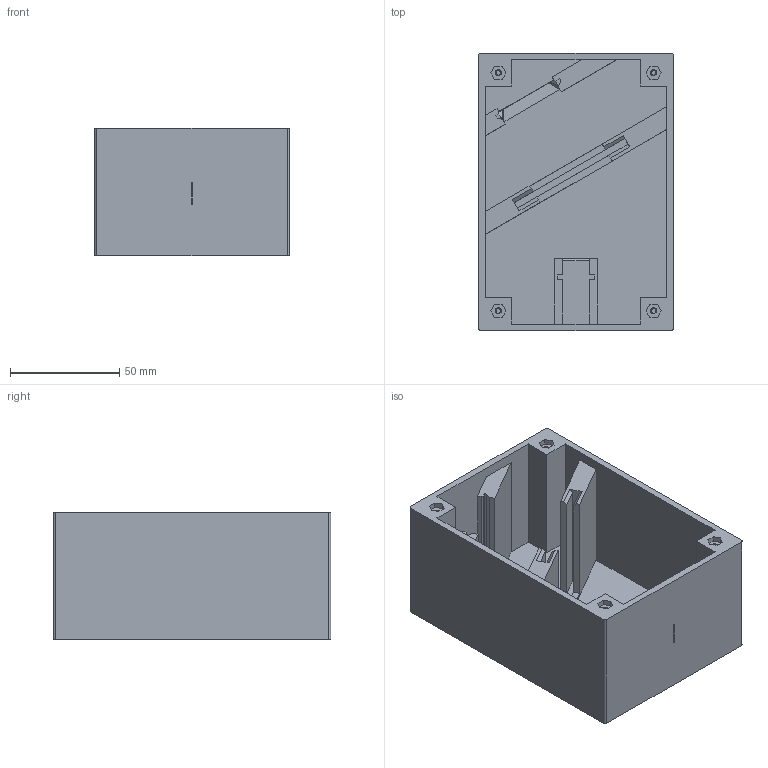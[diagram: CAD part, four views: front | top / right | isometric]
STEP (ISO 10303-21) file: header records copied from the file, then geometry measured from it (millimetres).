
FILE_DESCRIPTION(/* description */ (''),/* implementation_level */ '2;1');
FILE_NAME(/* name */ 'Spectrometer Housing Body v13.step',/* time_stamp */ '2020-02-15T14:13:01-06:00',/* author */ (''),/* organization */ (''),/* preprocessor_version */ 'ST-DEVELOPER v18',/* originating_system */ 'Autodesk Translation Framework v8.12.0.6',/* authorisation */ '');
FILE_SCHEMA (('AUTOMOTIVE_DESIGN { 1 0 10303 214 3 1 1 }'));
Length unit declared in the file: millimetre
Products named in the file (2): Spectrometer Housing Body; Spectrometer Housing Body_1
Assembly tree (1 placements, depth 2):
  Spectrometer Housing Body
    Spectrometer Housing Body_1
Bounding box: 88.9 x 126.7 x 58 mm (x, y, z)
Volume: 171740.9 mm3; surface area: 83401.4 mm2
Topology: 1 solids, 1 shells, 483 faces, 1335 edges, 862 vertices
Faces by surface type: cylinder 336, plane 137, bspline 10
Full cylindrical faces by diameter (mm): 2.271 x160, 2.845 x160
Entity records: 31232 total; most frequent: CARTESIAN_POINT 20123, ORIENTED_EDGE 2670, DIRECTION 1701, EDGE_CURVE 1335, VERTEX_POINT 862, LINE 701, VECTOR 701, B_SPLINE_CURVE_WITH_KNOTS 610
